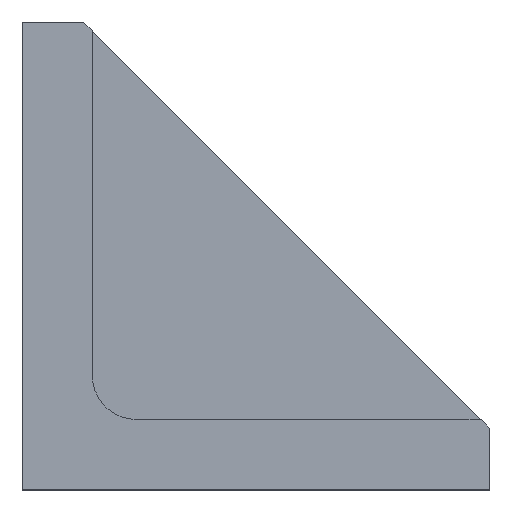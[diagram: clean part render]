
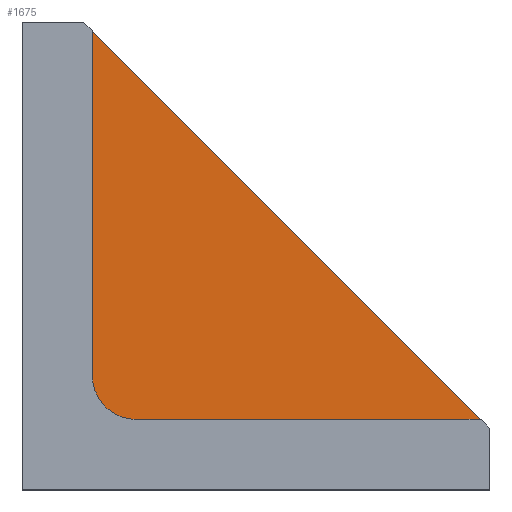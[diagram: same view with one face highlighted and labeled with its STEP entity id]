
A CAD part, top view. The second image highlights one B-rep face of the part: STEP entity #1675.
In plain terms, the highlighted planar face has unit normal (0, 0, 1).
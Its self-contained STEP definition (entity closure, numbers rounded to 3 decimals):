
#4 = ORIENTED_EDGE ( 'NONE', *, *, #73, .T. ) ;
#73 = EDGE_CURVE ( 'NONE', #1529, #1542, #193, .T. ) ;
#164 = CARTESIAN_POINT ( 'NONE',  ( 160., 21., 4.5 ) ) ;
#166 = LINE ( 'NONE', #972, #1272 ) ;
#193 = LINE ( 'NONE', #1339, #2001 ) ;
#265 = AXIS2_PLACEMENT_3D ( 'NONE', #2080, #944, #383 ) ;
#302 = CARTESIAN_POINT ( 'NONE',  ( 6., 14., 4.5 ) ) ;
#383 = DIRECTION ( 'NONE',  ( -1., 0., 0. ) ) ;
#386 = ORIENTED_EDGE ( 'NONE', *, *, #1345, .F. ) ;
#680 = LINE ( 'NONE', #730, #710 ) ;
#689 = CARTESIAN_POINT ( 'NONE',  ( 21., 160., 4.5 ) ) ;
#705 = CARTESIAN_POINT ( 'NONE',  ( 160., 14., 4.5 ) ) ;
#710 = VECTOR ( 'NONE', #1477, 1000. ) ;
#723 = VERTEX_POINT ( 'NONE', #1396 ) ;
#730 = CARTESIAN_POINT ( 'NONE',  ( 21., 160., 4.5 ) ) ;
#944 = DIRECTION ( 'NONE',  ( 0., 0., -1. ) ) ;
#972 = CARTESIAN_POINT ( 'NONE',  ( 14., 160., 4.5 ) ) ;
#1021 = CARTESIAN_POINT ( 'NONE',  ( 0., 160., 4.5 ) ) ;
#1122 = EDGE_CURVE ( 'NONE', #1279, #723, #2115, .T. ) ;
#1139 = LINE ( 'NONE', #302, #1165 ) ;
#1165 = VECTOR ( 'NONE', #1757, 1000. ) ;
#1222 = ORIENTED_EDGE ( 'NONE', *, *, #1991, .F. ) ;
#1272 = VECTOR ( 'NONE', #2299, 1000. ) ;
#1279 = VERTEX_POINT ( 'NONE', #689 ) ;
#1339 = CARTESIAN_POINT ( 'NONE',  ( 160., 24., 4.5 ) ) ;
#1345 = EDGE_CURVE ( 'NONE', #1279, #1542, #680, .T. ) ;
#1396 = CARTESIAN_POINT ( 'NONE',  ( 14., 160., 4.5 ) ) ;
#1477 = DIRECTION ( 'NONE',  ( 0.707, -0.707, 0. ) ) ;
#1527 = DIRECTION ( 'NONE',  ( 0., 1., 0. ) ) ;
#1529 = VERTEX_POINT ( 'NONE', #705 ) ;
#1542 = VERTEX_POINT ( 'NONE', #164 ) ;
#1675 = ADVANCED_FACE ( 'NONE', ( #2298 ), #2064, .F. ) ;
#1757 = DIRECTION ( 'NONE',  ( -1., 0., 0. ) ) ;
#1854 = ORIENTED_EDGE ( 'NONE', *, *, #1122, .T. ) ;
#1940 = DIRECTION ( 'NONE',  ( -1., 0., 0. ) ) ;
#1991 = EDGE_CURVE ( 'NONE', #1529, #2093, #1139, .T. ) ;
#2001 = VECTOR ( 'NONE', #1527, 1000. ) ;
#2060 = EDGE_LOOP ( 'NONE', ( #2067, #1222, #4, #386, #1854 ) ) ;
#2064 = PLANE ( 'NONE',  #265 ) ;
#2067 = ORIENTED_EDGE ( 'NONE', *, *, #2430, .T. ) ;
#2080 = CARTESIAN_POINT ( 'NONE',  ( 6., 22., 4.5 ) ) ;
#2093 = VERTEX_POINT ( 'NONE', #2377 ) ;
#2115 = LINE ( 'NONE', #1021, #2181 ) ;
#2181 = VECTOR ( 'NONE', #1940, 1000. ) ;
#2298 = FACE_OUTER_BOUND ( 'NONE', #2060, .T. ) ;
#2299 = DIRECTION ( 'NONE',  ( 0., -1., 0. ) ) ;
#2377 = CARTESIAN_POINT ( 'NONE',  ( 14., 14., 4.5 ) ) ;
#2430 = EDGE_CURVE ( 'NONE', #723, #2093, #166, .T. ) ;
